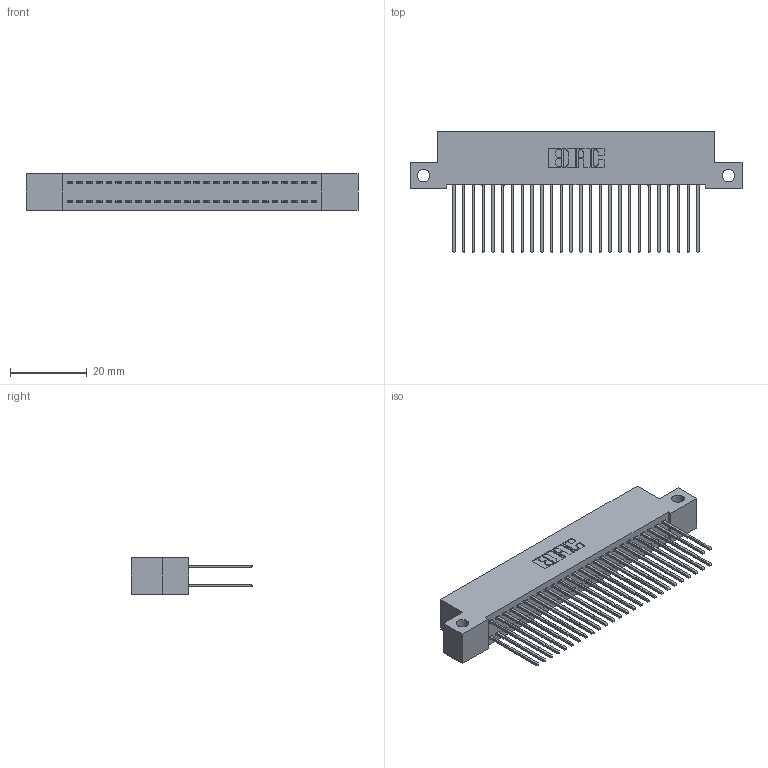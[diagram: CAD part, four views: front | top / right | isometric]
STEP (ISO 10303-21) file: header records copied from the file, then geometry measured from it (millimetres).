
FILE_DESCRIPTION (( 'STEP AP203' ), '1' );
FILE_NAME ('392-052-542-212.STEP', '2018-08-17T05:49:59', ( '' ), ( '' ), 'SwSTEP 2.0', 'SolidWorks 2016', '' );
FILE_SCHEMA (( 'CONFIG_CONTROL_DESIGN' ));
Length unit declared in the file: inch
Products named in the file (3): 392-052-542-212; 342 Part_Side Mount; 345-292-001_345-293-142
Assembly tree (53 placements, depth 2):
  392-052-542-212
    342 Part_Side Mount
    345-292-001_345-293-142  x52
Bounding box: 86.36 x 31.63 x 9.4 mm (x, y, z)
Volume: 7852.2 mm3; surface area: 13315.2 mm2
Topology: 53 solids, 53 shells, 2814 faces, 8359 edges, 5502 vertices
Faces by surface type: plane 1938, cylinder 876
Entity records: 18685 total; most frequent: CARTESIAN_POINT 3114, ORIENTED_EDGE 3050, DIRECTION 2689, EDGE_CURVE 1525, LINE 1397, VECTOR 1397, VERTEX_POINT 1014, AXIS2_PLACEMENT_3D 646
